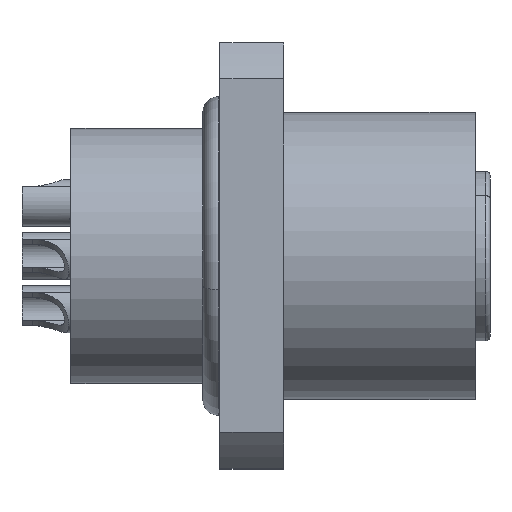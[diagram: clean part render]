
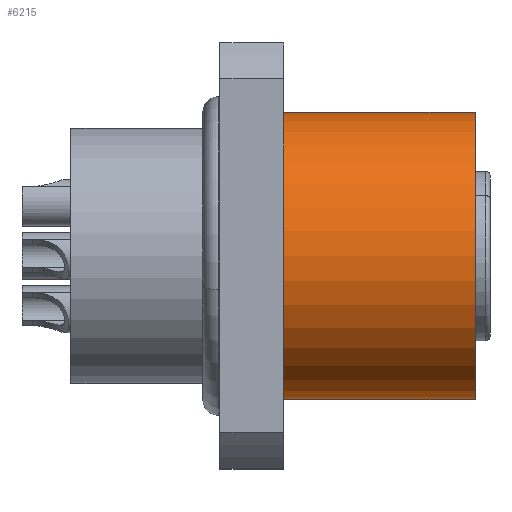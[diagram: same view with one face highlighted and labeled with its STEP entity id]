
A CAD part, top view. The second image highlights one B-rep face of the part: STEP entity #6215.
In plain terms, the highlighted cylindrical face has radius 6.75 mm (diameter 13.5 mm), a partial arc.
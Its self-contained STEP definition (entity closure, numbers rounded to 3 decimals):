
#192 = DIRECTION ( 'NONE',  ( -1., 0., 0. ) ) ;
#725 = LINE ( 'NONE', #6809, #7979 ) ;
#1008 = AXIS2_PLACEMENT_3D ( 'NONE', #7763, #3005, #6354 ) ;
#1148 = EDGE_CURVE ( 'NONE', #1438, #4428, #2435, .T. ) ;
#1438 = VERTEX_POINT ( 'NONE', #3448 ) ;
#1604 = DIRECTION ( 'NONE',  ( -1., 0., 0. ) ) ;
#1700 = ORIENTED_EDGE ( 'NONE', *, *, #5251, .T. ) ;
#2353 = CARTESIAN_POINT ( 'NONE',  ( -33.51, 0., 0. ) ) ;
#2435 = LINE ( 'NONE', #5283, #5730 ) ;
#2706 = CIRCLE ( 'NONE', #1008, 6.75 ) ;
#3005 = DIRECTION ( 'NONE',  ( -1., 0., 0. ) ) ;
#3105 = DIRECTION ( 'NONE',  ( 0., -1., 0. ) ) ;
#3419 = CARTESIAN_POINT ( 'NONE',  ( 3., 6.75, 0. ) ) ;
#3448 = CARTESIAN_POINT ( 'NONE',  ( 12., 6.75, 0. ) ) ;
#4266 = ORIENTED_EDGE ( 'NONE', *, *, #6597, .F. ) ;
#4380 = FACE_OUTER_BOUND ( 'NONE', #4560, .T. ) ;
#4408 = DIRECTION ( 'NONE',  ( -1., 0., 0. ) ) ;
#4428 = VERTEX_POINT ( 'NONE', #3419 ) ;
#4560 = EDGE_LOOP ( 'NONE', ( #1700, #4738, #4266, #6471 ) ) ;
#4738 = ORIENTED_EDGE ( 'NONE', *, *, #1148, .T. ) ;
#4739 = AXIS2_PLACEMENT_3D ( 'NONE', #2353, #1604, #3105 ) ;
#5251 = EDGE_CURVE ( 'NONE', #6479, #1438, #2706, .T. ) ;
#5253 = VERTEX_POINT ( 'NONE', #5770 ) ;
#5283 = CARTESIAN_POINT ( 'NONE',  ( -33.51, 6.75, 0. ) ) ;
#5730 = VECTOR ( 'NONE', #8487, 1000. ) ;
#5770 = CARTESIAN_POINT ( 'NONE',  ( 3., -6.75, 0. ) ) ;
#6043 = CARTESIAN_POINT ( 'NONE',  ( 12., -6.75, 0. ) ) ;
#6063 = EDGE_CURVE ( 'NONE', #6479, #5253, #725, .T. ) ;
#6215 = ADVANCED_FACE ( 'NONE', ( #4380 ), #8311, .T. ) ;
#6354 = DIRECTION ( 'NONE',  ( 0., -1., 0. ) ) ;
#6429 = CIRCLE ( 'NONE', #6850, 6.75 ) ;
#6471 = ORIENTED_EDGE ( 'NONE', *, *, #6063, .F. ) ;
#6479 = VERTEX_POINT ( 'NONE', #6043 ) ;
#6597 = EDGE_CURVE ( 'NONE', #5253, #4428, #6429, .T. ) ;
#6809 = CARTESIAN_POINT ( 'NONE',  ( -33.51, -6.75, 0. ) ) ;
#6850 = AXIS2_PLACEMENT_3D ( 'NONE', #7179, #4408, #8255 ) ;
#7179 = CARTESIAN_POINT ( 'NONE',  ( 3., 0., 0. ) ) ;
#7763 = CARTESIAN_POINT ( 'NONE',  ( 12., 0., 0. ) ) ;
#7979 = VECTOR ( 'NONE', #192, 1000. ) ;
#8255 = DIRECTION ( 'NONE',  ( 0., -1., 0. ) ) ;
#8311 = CYLINDRICAL_SURFACE ( 'NONE', #4739, 6.75 ) ;
#8487 = DIRECTION ( 'NONE',  ( -1., 0., 0. ) ) ;
